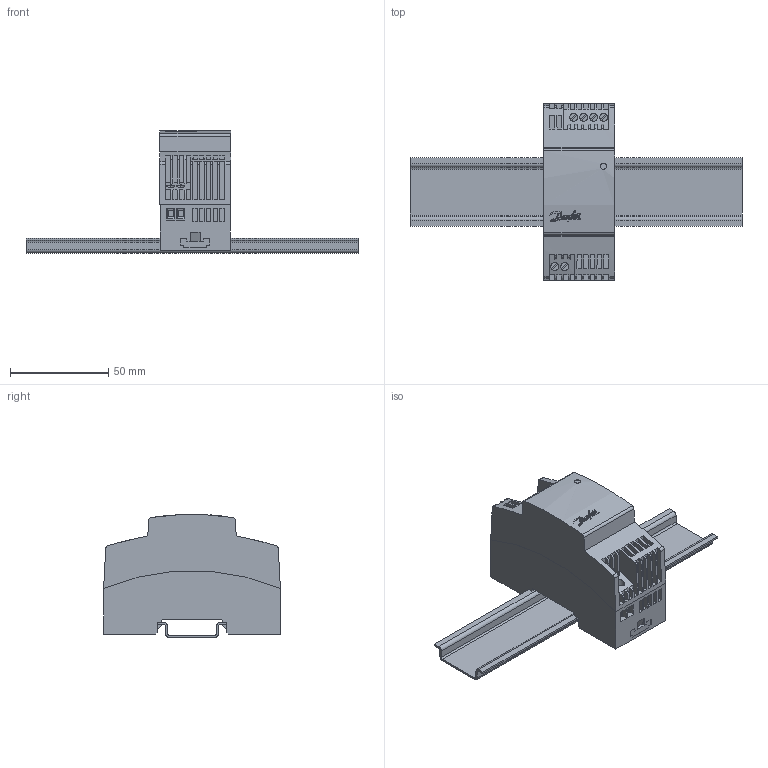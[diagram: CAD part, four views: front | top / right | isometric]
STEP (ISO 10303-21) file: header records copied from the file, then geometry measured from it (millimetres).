
FILE_DESCRIPTION((''),'2;1');
FILE_NAME('AK_PS_075_ASM','2022-04-22T14:36:00',('U240257'),(''),'CREO PARAMETRIC BY PTC INC, 2019344','CREO PARAMETRIC BY PTC INC, 2019344','');
FILE_SCHEMA(('AUTOMOTIVE_DESIGN { 1 0 10303 214 1 1 1 1 }'));
Length unit declared in the file: millimetre
Products named in the file (5): STEP_PS_1AC_24DC_0_75-SE-1754_1; STEP_PS_1AC_24DC_0_75-SE-1803_1_ASM; DIN-BAR_16DIN_AF0; LOGO_OUTLINE_DANFOSS_1_1_2; AK_PS_075_ASM
Assembly tree (4 placements, depth 3):
  AK_PS_075_ASM
    STEP_PS_1AC_24DC_0_75-SE-1803_1_ASM
      STEP_PS_1AC_24DC_0_75-SE-1754_1
    DIN-BAR_16DIN_AF0
    LOGO_OUTLINE_DANFOSS_1_1_2
Bounding box: 169 x 90 x 62.33 mm (x, y, z)
Volume: 162450.2 mm3; surface area: 40237 mm2
Topology: 3 solids, 3 shells, 722 faces, 2059 edges, 1372 vertices
Faces by surface type: plane 519, cylinder 176, extrusion 27
Entity records: 36138 total; most frequent: CARTESIAN_POINT 5665, ORIENTED_EDGE 4118, DIRECTION 3736, PRESENTATION_STYLE_ASSIGNMENT 2584, STYLED_ITEM 2517, CURVE_STYLE 2111, EDGE_CURVE 2059, VECTOR 1534
